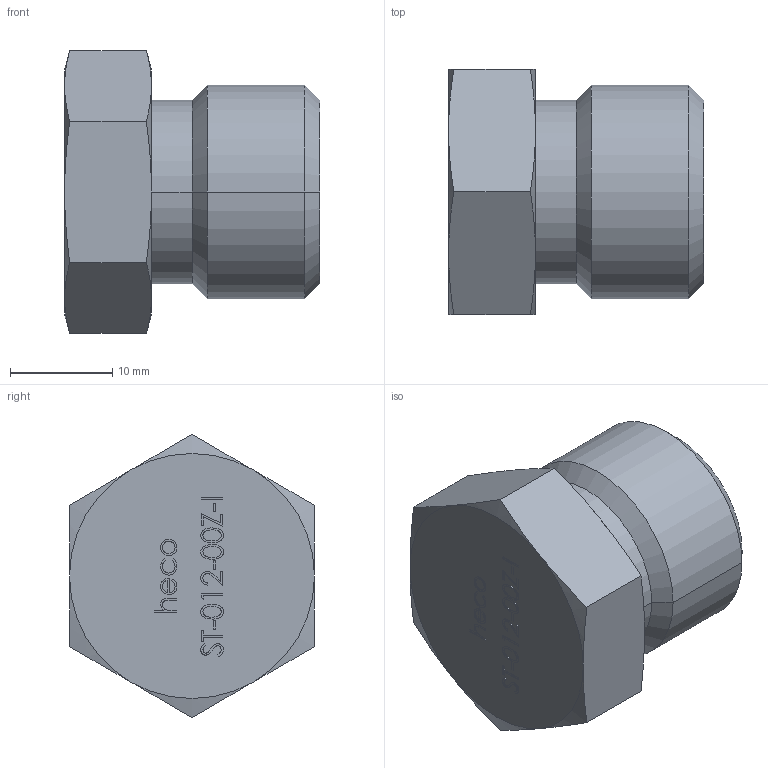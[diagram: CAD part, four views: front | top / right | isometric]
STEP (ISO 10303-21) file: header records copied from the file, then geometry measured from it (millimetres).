
FILE_DESCRIPTION (( 'STEP AP214' ), '1' );
FILE_NAME ('heco_ST-012-00Z-I.STEP', '2016-09-14T13:02:00', ( '' ), ( '' ), 'SwSTEP 2.0', 'SolidWorks 2016', '' );
FILE_SCHEMA (( 'AUTOMOTIVE_DESIGN' ));
Length unit declared in the file: millimetre
Products named in the file (1): heco_ST-012-00Z-I
Bounding box: 25.05 x 24 x 27.71 mm (x, y, z)
Volume: 6763.9 mm3; surface area: 3612.3 mm2
Topology: 1 solids, 1 shells, 195 faces, 492 edges, 322 vertices
Faces by surface type: plane 90, bspline 83, cone 16, cylinder 6
Entity records: 12362 total; most frequent: CARTESIAN_POINT 6525, ORIENTED_EDGE 984, DIRECTION 554, EDGE_CURVE 492, VERTEX_POINT 322, LINE 276, VECTOR 276, EDGE_LOOP 218
